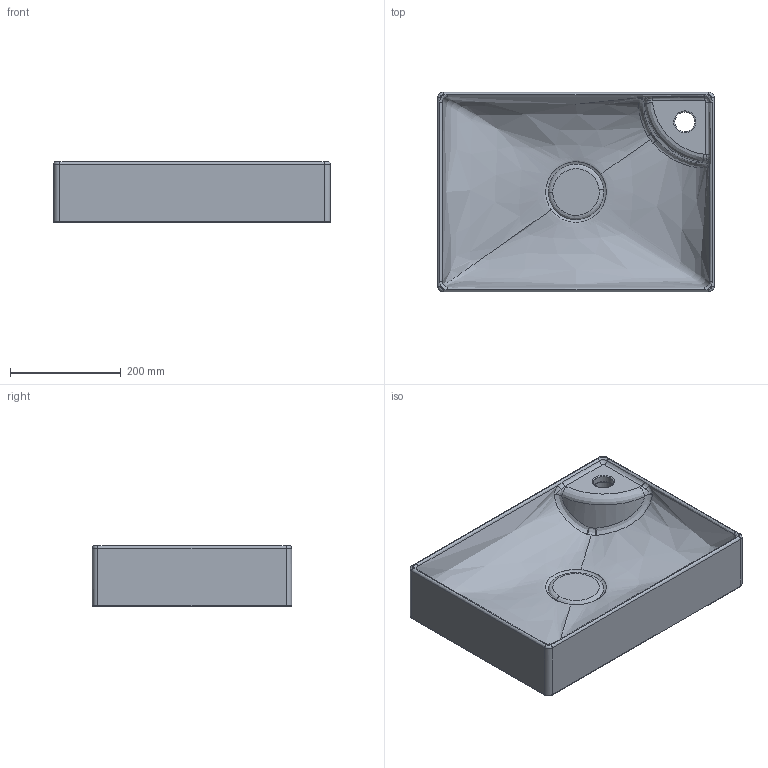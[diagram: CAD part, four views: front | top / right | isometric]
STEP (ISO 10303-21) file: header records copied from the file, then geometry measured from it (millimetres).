
FILE_DESCRIPTION(/* description */ (''),/* implementation_level */ '2;1');
FILE_NAME(/* name */ '16050',/* time_stamp */ '2025-07-04T19:55:30+03:00',/* author */ (''),/* organization */ (''),/* preprocessor_version */ 'ST-DEVELOPER v16.5',/* originating_system */ '',/* authorisation */ '');
FILE_SCHEMA (('AUTOMOTIVE_DESIGN_CC2'));
Length unit declared in the file: millimetre
Products named in the file (1): Document
Bounding box: 500 x 360 x 110 mm (x, y, z)
Volume: 6569126.4 mm3; surface area: 663564.5 mm2
Topology: 1 solids, 1 shells, 235 faces, 577 edges, 331 vertices
Faces by surface type: bspline 139, cylinder 51, plane 45
Entity records: 45293 total; most frequent: CARTESIAN_POINT 41864, ORIENTED_EDGE 1120, EDGE_CURVE 560, VERTEX_POINT 331, B_SPLINE_CURVE_WITH_KNOTS 306, EDGE_LOOP 241, ADVANCED_FACE 235, FACE_OUTER_BOUND 235
